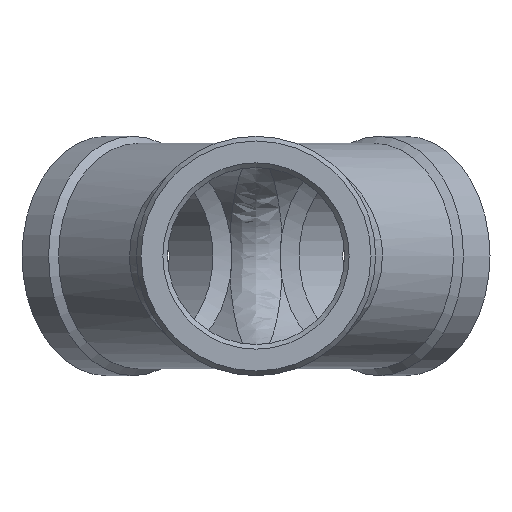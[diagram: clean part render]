
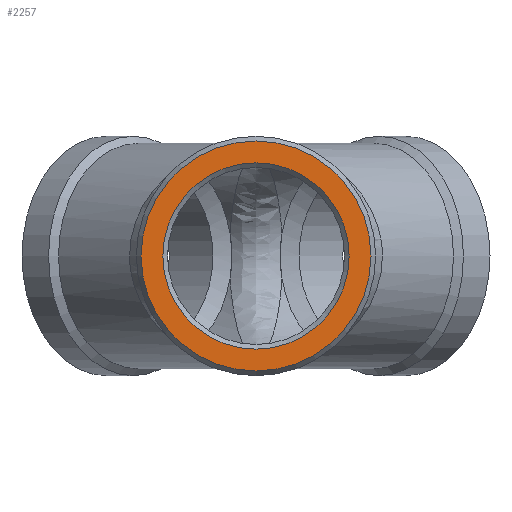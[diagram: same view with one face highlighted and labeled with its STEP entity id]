
A CAD part, front view. The second image highlights one B-rep face of the part: STEP entity #2257.
In plain terms, the highlighted planar face has unit normal (0, -1, 0).
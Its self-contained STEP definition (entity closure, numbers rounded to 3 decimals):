
#429=CIRCLE('',#2401,24.5);
#430=CIRCLE('',#2402,19.85);
#921=ORIENTED_EDGE('',*,*,#1390,.F.);
#922=ORIENTED_EDGE('',*,*,#1391,.T.);
#1390=EDGE_CURVE('',#1615,#1615,#429,.T.);
#1391=EDGE_CURVE('',#1616,#1616,#430,.T.);
#1615=VERTEX_POINT('',#5323);
#1616=VERTEX_POINT('',#5325);
#1870=EDGE_LOOP('',(#921));
#1871=EDGE_LOOP('',(#922));
#2042=FACE_BOUND('',#1870,.T.);
#2043=FACE_BOUND('',#1871,.T.);
#2148=PLANE('',#2400);
#2257=ADVANCED_FACE('',(#2042,#2043),#2148,.T.);
#2400=AXIS2_PLACEMENT_3D('',#5321,#2780,#2781);
#2401=AXIS2_PLACEMENT_3D('',#5322,#2782,#2783);
#2402=AXIS2_PLACEMENT_3D('',#5324,#2784,#2785);
#2780=DIRECTION('',(0.,-1.,0.));
#2781=DIRECTION('',(0.,0.,-1.));
#2782=DIRECTION('',(0.,1.,0.));
#2783=DIRECTION('',(0.,0.,1.));
#2784=DIRECTION('',(0.,1.,0.));
#2785=DIRECTION('',(0.,0.,-1.));
#5321=CARTESIAN_POINT('',(0.,-50.,0.));
#5322=CARTESIAN_POINT('',(0.,-50.,0.));
#5323=CARTESIAN_POINT('',(0.,-50.,24.5));
#5324=CARTESIAN_POINT('',(0.,-50.,0.));
#5325=CARTESIAN_POINT('',(0.,-50.,-19.85));
